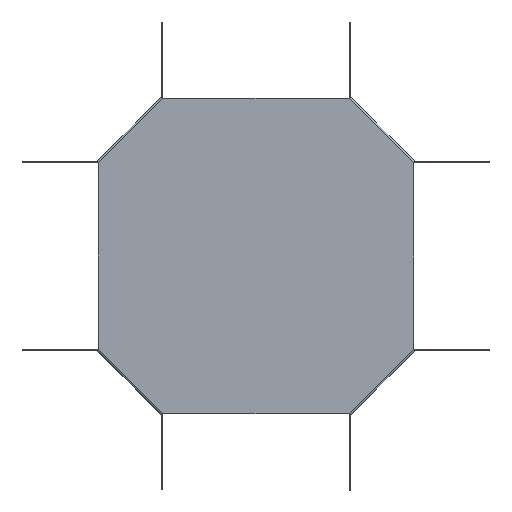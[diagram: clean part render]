
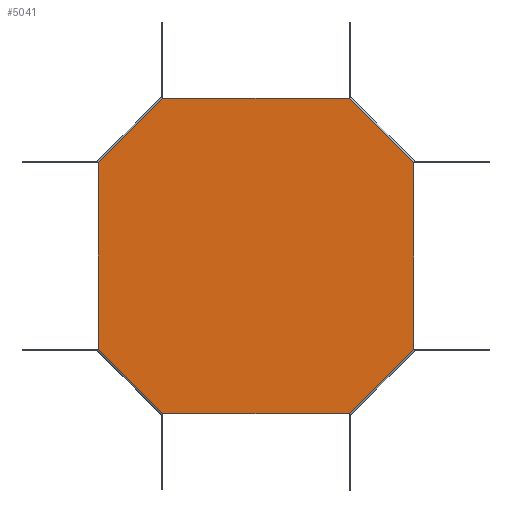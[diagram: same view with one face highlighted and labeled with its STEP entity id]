
A CAD part, front view. The second image highlights one B-rep face of the part: STEP entity #5041.
In plain terms, the highlighted planar face has unit normal (0, -1, 0).
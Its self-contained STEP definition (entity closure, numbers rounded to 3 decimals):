
#104 = ORIENTED_EDGE ( 'NONE', *, *, #7381, .F. ) ;
#395 = VERTEX_POINT ( 'NONE', #2300 ) ;
#519 = ORIENTED_EDGE ( 'NONE', *, *, #5200, .F. ) ;
#643 = VERTEX_POINT ( 'NONE', #7726 ) ;
#852 = CARTESIAN_POINT ( 'NONE',  ( 124.012, -0.7, -73.1 ) ) ;
#1051 = ORIENTED_EDGE ( 'NONE', *, *, #3456, .F. ) ;
#1092 = LINE ( 'NONE', #5149, #1293 ) ;
#1293 = VECTOR ( 'NONE', #6294, 1000. ) ;
#1673 = VECTOR ( 'NONE', #1918, 1000. ) ;
#1844 = EDGE_CURVE ( 'NONE', #643, #6844, #4561, .T. ) ;
#1848 = CARTESIAN_POINT ( 'NONE',  ( -124.012, -0.7, 73.1 ) ) ;
#1907 = LINE ( 'NONE', #852, #6572 ) ;
#1918 = DIRECTION ( 'NONE',  ( 0., 0., 1. ) ) ;
#1997 = CARTESIAN_POINT ( 'NONE',  ( 73.1, -0.7, 124.012 ) ) ;
#2018 = CARTESIAN_POINT ( 'NONE',  ( 73.1, -0.7, 124.012 ) ) ;
#2026 = DIRECTION ( 'NONE',  ( 1., 0., 0. ) ) ;
#2055 = LINE ( 'NONE', #6068, #5016 ) ;
#2074 = DIRECTION ( 'NONE',  ( 0.707, 0., -0.707 ) ) ;
#2113 = CARTESIAN_POINT ( 'NONE',  ( -73.1, -0.7, -124.012 ) ) ;
#2179 = ORIENTED_EDGE ( 'NONE', *, *, #5495, .F. ) ;
#2300 = CARTESIAN_POINT ( 'NONE',  ( -124.012, -0.7, 73.1 ) ) ;
#2882 = VECTOR ( 'NONE', #4005, 1000. ) ;
#2900 = VECTOR ( 'NONE', #4583, 1000. ) ;
#3082 = LINE ( 'NONE', #4123, #2882 ) ;
#3456 = EDGE_CURVE ( 'NONE', #4066, #4378, #1907, .T. ) ;
#3548 = LINE ( 'NONE', #2018, #5028 ) ;
#3830 = LINE ( 'NONE', #1997, #7052 ) ;
#4005 = DIRECTION ( 'NONE',  ( -1., 0., 0. ) ) ;
#4059 = FACE_OUTER_BOUND ( 'NONE', #4955, .T. ) ;
#4066 = VERTEX_POINT ( 'NONE', #4411 ) ;
#4123 = CARTESIAN_POINT ( 'NONE',  ( 73.1, -0.7, -124.012 ) ) ;
#4259 = ORIENTED_EDGE ( 'NONE', *, *, #1844, .F. ) ;
#4378 = VERTEX_POINT ( 'NONE', #4722 ) ;
#4411 = CARTESIAN_POINT ( 'NONE',  ( 124.012, -0.7, -73.1 ) ) ;
#4561 = LINE ( 'NONE', #2113, #2900 ) ;
#4583 = DIRECTION ( 'NONE',  ( -0.707, 0., 0.707 ) ) ;
#4664 = VERTEX_POINT ( 'NONE', #7242 ) ;
#4722 = CARTESIAN_POINT ( 'NONE',  ( 73.1, -0.7, -124.012 ) ) ;
#4825 = LINE ( 'NONE', #1848, #1673 ) ;
#4864 = CARTESIAN_POINT ( 'NONE',  ( -73.1, -0.7, 124.012 ) ) ;
#4955 = EDGE_LOOP ( 'NONE', ( #6978, #4259, #519, #1051, #5954, #104, #2179, #7035 ) ) ;
#4988 = DIRECTION ( 'NONE',  ( 0., 0., 1. ) ) ;
#5003 = DIRECTION ( 'NONE',  ( 0., 1., 0. ) ) ;
#5013 = CARTESIAN_POINT ( 'NONE',  ( 0., -0.7, 0. ) ) ;
#5016 = VECTOR ( 'NONE', #6757, 1000. ) ;
#5028 = VECTOR ( 'NONE', #2026, 1000. ) ;
#5041 = ADVANCED_FACE ( 'NONE', ( #4059 ), #5093, .F. ) ;
#5093 = PLANE ( 'NONE',  #5785 ) ;
#5149 = CARTESIAN_POINT ( 'NONE',  ( 124.012, -0.7, 73.1 ) ) ;
#5200 = EDGE_CURVE ( 'NONE', #4378, #643, #3082, .T. ) ;
#5495 = EDGE_CURVE ( 'NONE', #6677, #8042, #3548, .T. ) ;
#5511 = EDGE_CURVE ( 'NONE', #6844, #395, #4825, .T. ) ;
#5785 = AXIS2_PLACEMENT_3D ( 'NONE', #5013, #5003, #4988 ) ;
#5954 = ORIENTED_EDGE ( 'NONE', *, *, #6312, .F. ) ;
#6068 = CARTESIAN_POINT ( 'NONE',  ( -124.012, -0.7, 73.1 ) ) ;
#6215 = EDGE_CURVE ( 'NONE', #395, #6677, #2055, .T. ) ;
#6294 = DIRECTION ( 'NONE',  ( 0., 0., -1. ) ) ;
#6312 = EDGE_CURVE ( 'NONE', #4664, #4066, #1092, .T. ) ;
#6572 = VECTOR ( 'NONE', #6766, 1000. ) ;
#6677 = VERTEX_POINT ( 'NONE', #4864 ) ;
#6757 = DIRECTION ( 'NONE',  ( 0.707, 0., 0.707 ) ) ;
#6766 = DIRECTION ( 'NONE',  ( -0.707, 0., -0.707 ) ) ;
#6844 = VERTEX_POINT ( 'NONE', #7721 ) ;
#6978 = ORIENTED_EDGE ( 'NONE', *, *, #5511, .F. ) ;
#7035 = ORIENTED_EDGE ( 'NONE', *, *, #6215, .F. ) ;
#7044 = CARTESIAN_POINT ( 'NONE',  ( 73.1, -0.7, 124.012 ) ) ;
#7052 = VECTOR ( 'NONE', #2074, 1000. ) ;
#7242 = CARTESIAN_POINT ( 'NONE',  ( 124.012, -0.7, 73.1 ) ) ;
#7381 = EDGE_CURVE ( 'NONE', #8042, #4664, #3830, .T. ) ;
#7721 = CARTESIAN_POINT ( 'NONE',  ( -124.012, -0.7, -73.1 ) ) ;
#7726 = CARTESIAN_POINT ( 'NONE',  ( -73.1, -0.7, -124.012 ) ) ;
#8042 = VERTEX_POINT ( 'NONE', #7044 ) ;
